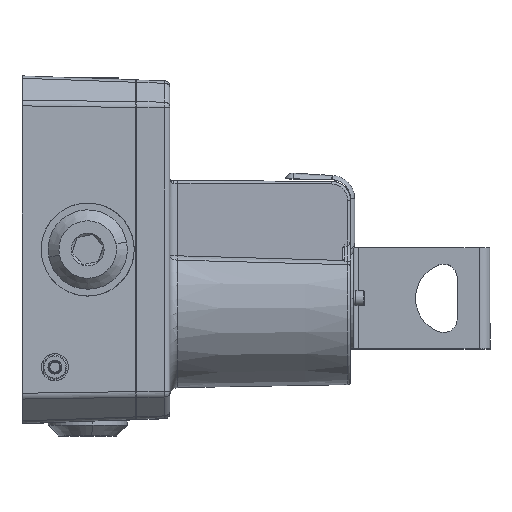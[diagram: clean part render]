
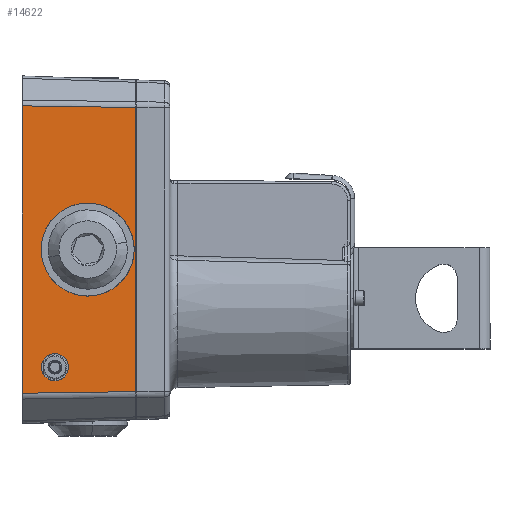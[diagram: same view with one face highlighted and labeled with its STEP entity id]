
A CAD part, top view. The second image highlights one B-rep face of the part: STEP entity #14622.
In plain terms, the highlighted planar face has unit normal (0.035, 0, 0.999).
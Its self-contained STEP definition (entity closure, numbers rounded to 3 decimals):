
#384 = ORIENTED_EDGE ( 'NONE', *, *, #34359, .F. ) ;
#708 = VERTEX_POINT ( 'NONE', #29672 ) ;
#2810 = DIRECTION ( 'NONE',  ( -0.999, 0., 0.035 ) ) ;
#4217 = VERTEX_POINT ( 'NONE', #29857 ) ;
#4265 = EDGE_CURVE ( 'NONE', #8555, #4217, #20038, .T. ) ;
#4345 = ORIENTED_EDGE ( 'NONE', *, *, #27921, .F. ) ;
#5418 = ORIENTED_EDGE ( 'NONE', *, *, #7528, .T. ) ;
#5713 = CARTESIAN_POINT ( 'NONE',  ( -41.793, -52.503, 61.459 ) ) ;
#6619 = FACE_OUTER_BOUND ( 'NONE', #32229, .T. ) ;
#6716 = CARTESIAN_POINT ( 'NONE',  ( -52., 17., 61.816 ) ) ;
#6840 = CARTESIAN_POINT ( 'NONE',  ( -30., -45.5, 61.048 ) ) ;
#7528 = EDGE_CURVE ( 'NONE', #42758, #37975, #27905, .T. ) ;
#8296 = CARTESIAN_POINT ( 'NONE',  ( -0.018, -51.895, 60.001 ) ) ;
#8521 = LINE ( 'NONE', #8296, #17127 ) ;
#8555 = VERTEX_POINT ( 'NONE', #13525 ) ;
#8990 = EDGE_CURVE ( 'NONE', #4217, #42758, #8521, .T. ) ;
#9389 = CARTESIAN_POINT ( 'NONE',  ( 1.517, 51.873, 59.947 ) ) ;
#9608 = VECTOR ( 'NONE', #30918, 1000. ) ;
#9630 = CARTESIAN_POINT ( 'NONE',  ( -52., -17., 61.816 ) ) ;
#9967 = CARTESIAN_POINT ( 'NONE',  ( -25., -45.5, 60.873 ) ) ;
#10947 = EDGE_LOOP ( 'NONE', ( #4345, #36935 ) ) ;
#11716 = CARTESIAN_POINT ( 'NONE',  ( -35., -40.5, 61.222 ) ) ;
#11756 = CARTESIAN_POINT ( 'NONE',  ( -18., 17., 60.629 ) ) ;
#13232 = VERTEX_POINT ( 'NONE', #32420 ) ;
#13525 = CARTESIAN_POINT ( 'NONE',  ( -41.793, 52.5, 61.459 ) ) ;
#14622 = ADVANCED_FACE ( 'NONE', ( #43946, #6619, #23403 ), #20492, .T. ) ;
#15024 = DIRECTION ( 'NONE',  ( 0.999, 0.014, -0.035 ) ) ;
#16319 = ORIENTED_EDGE ( 'NONE', *, *, #4265, .T. ) ;
#16329 = DIRECTION ( 'NONE',  ( -0.999, 0.014, 0.035 ) ) ;
#16619 = ORIENTED_EDGE ( 'NONE', *, *, #41784, .T. ) ;
#17127 = VECTOR ( 'NONE', #15024, 1000. ) ;
#20038 = LINE ( 'NONE', #5713, #9608 ) ;
#20373 = CARTESIAN_POINT ( 'NONE',  ( -18., -17., 60.629 ) ) ;
#20492 = PLANE ( 'NONE',  #25203 ) ;
#21750 = ORIENTED_EDGE ( 'NONE', *, *, #8990, .T. ) ;
#22329 = VECTOR ( 'NONE', #16329, 1000. ) ;
#22953 = CARTESIAN_POINT ( 'NONE',  ( 16., 17., 59.441 ) ) ;
#23403 = FACE_BOUND ( 'NONE', #43647, .T. ) ;
#24659 =( BOUNDED_CURVE ( )  B_SPLINE_CURVE ( 3, ( #39929, #43500, #22953, #33251 ),
 .UNSPECIFIED., .F., .T. ) 
 B_SPLINE_CURVE_WITH_KNOTS ( ( 4, 4 ),
 ( 4.712, 7.854 ),
 .UNSPECIFIED. ) 
 CURVE ( )  GEOMETRIC_REPRESENTATION_ITEM ( )  RATIONAL_B_SPLINE_CURVE ( ( 1., 0.333, 0.333, 1. ) ) 
 REPRESENTATION_ITEM ( '' )  );
#25074 = VERTEX_POINT ( 'NONE', #11756 ) ;
#25203 = AXIS2_PLACEMENT_3D ( 'NONE', #30091, #36595, #2810 ) ;
#25337 = CARTESIAN_POINT ( 'NONE',  ( -35., -45.5, 61.222 ) ) ;
#25528 = CARTESIAN_POINT ( 'NONE',  ( 0., -51.895, 60. ) ) ;
#27905 = LINE ( 'NONE', #34852, #37433 ) ;
#27921 = EDGE_CURVE ( 'NONE', #13232, #36883, #33593, .T. ) ;
#29672 = CARTESIAN_POINT ( 'NONE',  ( -18., -17., 60.629 ) ) ;
#29857 = CARTESIAN_POINT ( 'NONE',  ( -41.793, -52.5, 61.459 ) ) ;
#29965 = CARTESIAN_POINT ( 'NONE',  ( -18., 17., 60.629 ) ) ;
#30045 = EDGE_CURVE ( 'NONE', #36883, #13232, #37368, .T. ) ;
#30091 = CARTESIAN_POINT ( 'NONE',  ( 0., -53.137, 60. ) ) ;
#30509 = CARTESIAN_POINT ( 'NONE',  ( -25., -40.5, 60.873 ) ) ;
#30551 =( BOUNDED_CURVE ( )  B_SPLINE_CURVE ( 3, ( #29965, #6716, #9630, #20373 ),
 .UNSPECIFIED., .F., .T. ) 
 B_SPLINE_CURVE_WITH_KNOTS ( ( 4, 4 ),
 ( 1.571, 4.712 ),
 .UNSPECIFIED. ) 
 CURVE ( )  GEOMETRIC_REPRESENTATION_ITEM ( )  RATIONAL_B_SPLINE_CURVE ( ( 1., 0.333, 0.333, 1. ) ) 
 REPRESENTATION_ITEM ( '' )  );
#30918 = DIRECTION ( 'NONE',  ( 0., -1., 0. ) ) ;
#31187 = CARTESIAN_POINT ( 'NONE',  ( 0., 51.895, 60. ) ) ;
#32229 = EDGE_LOOP ( 'NONE', ( #21750, #5418, #16619, #16319 ) ) ;
#32270 = CARTESIAN_POINT ( 'NONE',  ( -30., -40.5, 61.048 ) ) ;
#32420 = CARTESIAN_POINT ( 'NONE',  ( -30., -40.5, 61.048 ) ) ;
#33251 = CARTESIAN_POINT ( 'NONE',  ( -18., 17., 60.629 ) ) ;
#33593 =( BOUNDED_CURVE ( )  B_SPLINE_CURVE ( 3, ( #32270, #11716, #25337, #6840 ),
 .UNSPECIFIED., .F., .T. ) 
 B_SPLINE_CURVE_WITH_KNOTS ( ( 4, 4 ),
 ( 1.571, 4.712 ),
 .UNSPECIFIED. ) 
 CURVE ( )  GEOMETRIC_REPRESENTATION_ITEM ( )  RATIONAL_B_SPLINE_CURVE ( ( 1., 0.333, 0.333, 1. ) ) 
 REPRESENTATION_ITEM ( '' )  );
#34359 = EDGE_CURVE ( 'NONE', #25074, #708, #30551, .T. ) ;
#34852 = CARTESIAN_POINT ( 'NONE',  ( 0., -53.137, 60. ) ) ;
#36595 = DIRECTION ( 'NONE',  ( 0.035, 0., 0.999 ) ) ;
#36883 = VERTEX_POINT ( 'NONE', #37388 ) ;
#36935 = ORIENTED_EDGE ( 'NONE', *, *, #30045, .F. ) ;
#37368 =( BOUNDED_CURVE ( )  B_SPLINE_CURVE ( 3, ( #40576, #9967, #30509, #37895 ),
 .UNSPECIFIED., .F., .T. ) 
 B_SPLINE_CURVE_WITH_KNOTS ( ( 4, 4 ),
 ( 4.712, 7.854 ),
 .UNSPECIFIED. ) 
 CURVE ( )  GEOMETRIC_REPRESENTATION_ITEM ( )  RATIONAL_B_SPLINE_CURVE ( ( 1., 0.333, 0.333, 1. ) ) 
 REPRESENTATION_ITEM ( '' )  );
#37388 = CARTESIAN_POINT ( 'NONE',  ( -30., -45.5, 61.048 ) ) ;
#37433 = VECTOR ( 'NONE', #37747, 1000. ) ;
#37747 = DIRECTION ( 'NONE',  ( 0., 1., 0. ) ) ;
#37895 = CARTESIAN_POINT ( 'NONE',  ( -30., -40.5, 61.048 ) ) ;
#37975 = VERTEX_POINT ( 'NONE', #31187 ) ;
#39258 = ORIENTED_EDGE ( 'NONE', *, *, #40230, .F. ) ;
#39929 = CARTESIAN_POINT ( 'NONE',  ( -18., -17., 60.629 ) ) ;
#40230 = EDGE_CURVE ( 'NONE', #708, #25074, #24659, .T. ) ;
#40576 = CARTESIAN_POINT ( 'NONE',  ( -30., -45.5, 61.048 ) ) ;
#40672 = LINE ( 'NONE', #9389, #22329 ) ;
#41784 = EDGE_CURVE ( 'NONE', #37975, #8555, #40672, .T. ) ;
#42758 = VERTEX_POINT ( 'NONE', #25528 ) ;
#43500 = CARTESIAN_POINT ( 'NONE',  ( 16., -17., 59.441 ) ) ;
#43647 = EDGE_LOOP ( 'NONE', ( #384, #39258 ) ) ;
#43946 = FACE_BOUND ( 'NONE', #10947, .T. ) ;
